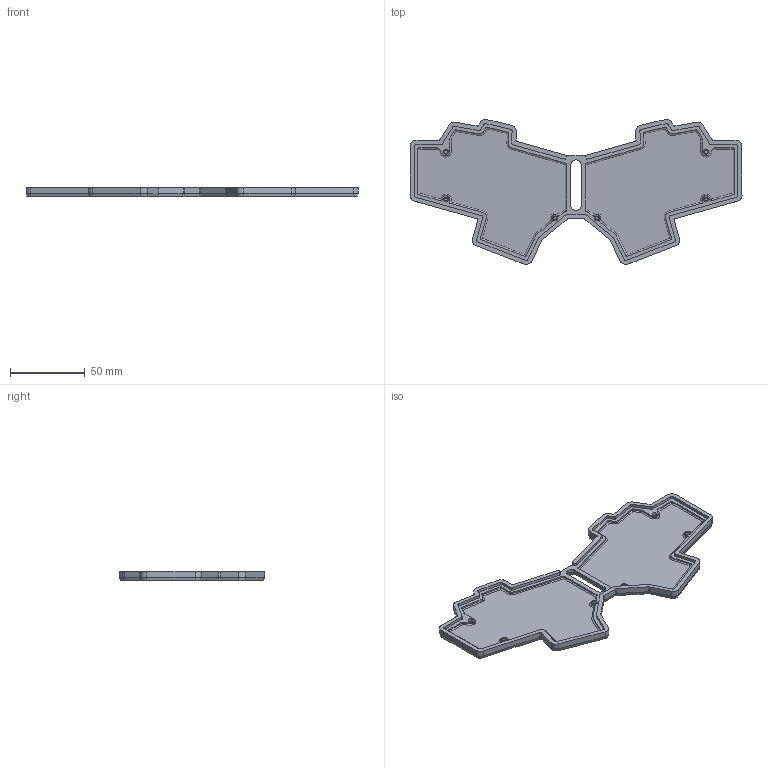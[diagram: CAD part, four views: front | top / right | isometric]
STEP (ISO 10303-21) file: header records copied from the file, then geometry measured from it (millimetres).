
FILE_DESCRIPTION(/* description */ (''),/* implementation_level */ '2;1');
FILE_NAME(/* name */ 'ocarina case.step',/* time_stamp */ '2025-06-28T13:55:43-06:00',/* author */ (''),/* organization */ (''),/* preprocessor_version */ 'ST-DEVELOPER v20.1',/* originating_system */ 'Autodesk Translation Framework v14.10.0.0',/* authorisation */ '');
FILE_SCHEMA (('AUTOMOTIVE_DESIGN { 1 0 10303 214 3 1 1 }'));
Length unit declared in the file: millimetre
Products named in the file (1): ocarina case
Bounding box: 222.14 x 97.12 x 6 mm (x, y, z)
Volume: 42231.1 mm3; surface area: 33869.6 mm2
Topology: 1 solids, 1 shells, 392 faces, 960 edges, 560 vertices
Faces by surface type: plane 184, cylinder 118, cone 90
Full cylindrical faces by diameter (mm): 2.2 x6, 10 x6
Entity records: 11164 total; most frequent: DIRECTION 2018, CARTESIAN_POINT 1889, ORIENTED_EDGE 1860, EDGE_CURVE 930, AXIS2_PLACEMENT_3D 697, LINE 624, VECTOR 624, VERTEX_POINT 560
